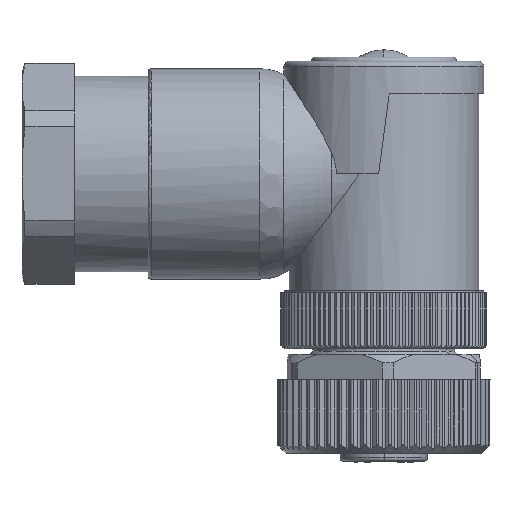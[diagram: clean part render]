
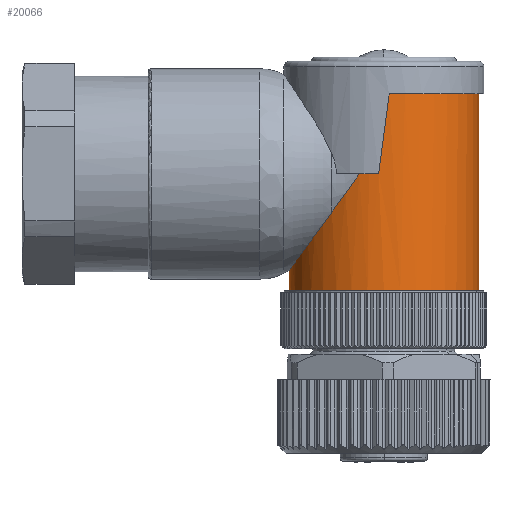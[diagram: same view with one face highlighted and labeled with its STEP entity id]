
A CAD part, left-side view. The second image highlights one B-rep face of the part: STEP entity #20066.
In plain terms, the highlighted cylindrical face has radius 9 mm (diameter 18 mm), a partial arc.
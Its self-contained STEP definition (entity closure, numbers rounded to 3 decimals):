
#13178=AXIS2_PLACEMENT_3D('Circle Axis2P3D',#13176,#13177,$) ;
#20015=AXIS2_PLACEMENT_3D('Cylinder Axis2P3D',#20012,#20013,#20014) ;
#20019=AXIS2_PLACEMENT_3D('Circle Axis2P3D',#20017,#20018,$) ;
#13171=CARTESIAN_POINT('Vertex',(10.1,1.085,16.3)) ;
#13173=CARTESIAN_POINT('Vertex',(10.1,19.085,16.3)) ;
#13176=CARTESIAN_POINT('Axis2P3D Location',(10.1,10.085,16.3)) ;
#19631=CARTESIAN_POINT('Control Point',(1.114,9.585,35.)) ;
#19632=CARTESIAN_POINT('Control Point',(1.103,9.785,33.481)) ;
#19633=CARTESIAN_POINT('Control Point',(1.097,9.985,31.96)) ;
#19634=CARTESIAN_POINT('Control Point',(1.097,10.185,30.44)) ;
#19635=CARTESIAN_POINT('Control Point',(1.103,10.385,28.919)) ;
#19636=CARTESIAN_POINT('Control Point',(1.114,10.585,27.4)) ;
#19637=CARTESIAN_POINT('Vertex',(1.114,9.585,35.)) ;
#19639=CARTESIAN_POINT('Vertex',(1.114,10.585,27.4)) ;
#19725=CARTESIAN_POINT('Control Point',(1.411,12.429,27.4)) ;
#19726=CARTESIAN_POINT('Control Point',(1.313,12.068,27.4)) ;
#19727=CARTESIAN_POINT('Control Point',(1.234,11.701,27.4)) ;
#19728=CARTESIAN_POINT('Control Point',(1.175,11.331,27.4)) ;
#19729=CARTESIAN_POINT('Control Point',(1.135,10.959,27.4)) ;
#19730=CARTESIAN_POINT('Control Point',(1.114,10.585,27.4)) ;
#19731=CARTESIAN_POINT('Vertex',(1.411,12.429,27.4)) ;
#19930=CARTESIAN_POINT('Line Origine',(10.1,1.085,13.)) ;
#19934=CARTESIAN_POINT('Vertex',(10.1,1.085,35.)) ;
#19937=CARTESIAN_POINT('Line Origine',(10.1,19.085,13.)) ;
#19941=CARTESIAN_POINT('Vertex',(10.1,19.085,18.199)) ;
#20012=CARTESIAN_POINT('Axis2P3D Location',(10.1,10.085,13.)) ;
#20017=CARTESIAN_POINT('Axis2P3D Location',(10.1,10.085,35.)) ;
#20023=CARTESIAN_POINT('Control Point',(2.583,15.034,23.777)) ;
#20024=CARTESIAN_POINT('Control Point',(2.023,14.183,24.94)) ;
#20025=CARTESIAN_POINT('Control Point',(1.644,13.295,26.165)) ;
#20026=CARTESIAN_POINT('Control Point',(1.411,12.429,27.4)) ;
#20027=CARTESIAN_POINT('Vertex',(2.583,15.034,23.777)) ;
#20031=CARTESIAN_POINT('Control Point',(3.973,16.677,21.537)) ;
#20032=CARTESIAN_POINT('Control Point',(3.419,16.162,22.241)) ;
#20033=CARTESIAN_POINT('Control Point',(2.96,15.607,22.994)) ;
#20034=CARTESIAN_POINT('Control Point',(2.583,15.034,23.777)) ;
#20035=CARTESIAN_POINT('Vertex',(3.973,16.677,21.537)) ;
#20039=CARTESIAN_POINT('Control Point',(6.547,18.354,19.228)) ;
#20040=CARTESIAN_POINT('Control Point',(5.769,18.02,19.694)) ;
#20041=CARTESIAN_POINT('Control Point',(5.085,17.61,20.258)) ;
#20042=CARTESIAN_POINT('Control Point',(4.49,17.158,20.881)) ;
#20043=CARTESIAN_POINT('Control Point',(3.973,16.677,21.537)) ;
#20044=CARTESIAN_POINT('Vertex',(6.547,18.354,19.228)) ;
#20048=CARTESIAN_POINT('Control Point',(10.1,19.085,18.199)) ;
#20049=CARTESIAN_POINT('Control Point',(9.142,19.085,18.199)) ;
#20050=CARTESIAN_POINT('Control Point',(8.189,18.948,18.408)) ;
#20051=CARTESIAN_POINT('Control Point',(7.316,18.684,18.766)) ;
#20052=CARTESIAN_POINT('Control Point',(6.547,18.354,19.228)) ;
#13177=DIRECTION('Axis2P3D Direction',(0.,0.,1.)) ;
#19931=DIRECTION('Vector Direction',(0.,0.,1.)) ;
#19938=DIRECTION('Vector Direction',(0.,0.,1.)) ;
#20013=DIRECTION('Axis2P3D Direction',(-0.,0.,1.)) ;
#20014=DIRECTION('Axis2P3D XDirection',(0.,1.,0.)) ;
#20018=DIRECTION('Axis2P3D Direction',(-0.,0.,1.)) ;
#19932=VECTOR('Line Direction',#19931,1.) ;
#19939=VECTOR('Line Direction',#19938,1.) ;
#20055=ORIENTED_EDGE('',*,*,#19943,.F.) ;
#20056=ORIENTED_EDGE('',*,*,#13180,.T.) ;
#20057=ORIENTED_EDGE('',*,*,#19936,.F.) ;
#20058=ORIENTED_EDGE('',*,*,#20021,.T.) ;
#20059=ORIENTED_EDGE('',*,*,#19641,.T.) ;
#20060=ORIENTED_EDGE('',*,*,#19733,.F.) ;
#20061=ORIENTED_EDGE('',*,*,#20029,.F.) ;
#20062=ORIENTED_EDGE('',*,*,#20037,.F.) ;
#20063=ORIENTED_EDGE('',*,*,#20046,.F.) ;
#20064=ORIENTED_EDGE('',*,*,#20053,.F.) ;
#20066=ADVANCED_FACE('Hauptk\X2\00F6\X0\rper',(#20065),#20016,.T.) ;
#19630=B_SPLINE_CURVE_WITH_KNOTS('',5,(#19631,#19632,#19633,#19634,#19635,#19636),.UNSPECIFIED.,.F.,.U.,(6,6),(0.,10.89),.UNSPECIFIED.) ;
#19724=B_SPLINE_CURVE_WITH_KNOTS('',5,(#19725,#19726,#19727,#19728,#19729,#19730),.UNSPECIFIED.,.F.,.U.,(6,6),(0.,2.647),.UNSPECIFIED.) ;
#20022=B_SPLINE_CURVE_WITH_KNOTS('',3,(#20023,#20024,#20025,#20026),.UNSPECIFIED.,.F.,.U.,(4,4),(4.414,10.966),.UNSPECIFIED.) ;
#20030=B_SPLINE_CURVE_WITH_KNOTS('',3,(#20031,#20032,#20033,#20034),.UNSPECIFIED.,.F.,.U.,(4,4),(0.,4.414),.UNSPECIFIED.) ;
#20038=B_SPLINE_CURVE_WITH_KNOTS('',4,(#20039,#20040,#20041,#20042,#20043),.UNSPECIFIED.,.F.,.U.,(5,5),(0.,5.484),.UNSPECIFIED.) ;
#20047=B_SPLINE_CURVE_WITH_KNOTS('',4,(#20048,#20049,#20050,#20051,#20052),.UNSPECIFIED.,.F.,.U.,(5,5),(0.,5.429),.UNSPECIFIED.) ;
#13179=CIRCLE('generated circle',#13178,9.) ;
#20020=CIRCLE('generated circle',#20019,9.) ;
#20016=CYLINDRICAL_SURFACE('generated cylinder',#20015,9.) ;
#13180=EDGE_CURVE('',#13174,#13172,#13179,.T.) ;
#19641=EDGE_CURVE('',#19638,#19640,#19630,.T.) ;
#19733=EDGE_CURVE('',#19732,#19640,#19724,.T.) ;
#19936=EDGE_CURVE('',#19935,#13172,#19933,.F.) ;
#19943=EDGE_CURVE('',#13174,#19942,#19940,.T.) ;
#20021=EDGE_CURVE('',#19935,#19638,#20020,.F.) ;
#20029=EDGE_CURVE('',#20028,#19732,#20022,.T.) ;
#20037=EDGE_CURVE('',#20036,#20028,#20030,.T.) ;
#20046=EDGE_CURVE('',#20045,#20036,#20038,.T.) ;
#20053=EDGE_CURVE('',#19942,#20045,#20047,.T.) ;
#20054=EDGE_LOOP('',(#20055,#20056,#20057,#20058,#20059,#20060,#20061,#20062,#20063,#20064)) ;
#20065=FACE_OUTER_BOUND('',#20054,.T.) ;
#19933=LINE('Line',#19930,#19932) ;
#19940=LINE('Line',#19937,#19939) ;
#13172=VERTEX_POINT('',#13171) ;
#13174=VERTEX_POINT('',#13173) ;
#19638=VERTEX_POINT('',#19637) ;
#19640=VERTEX_POINT('',#19639) ;
#19732=VERTEX_POINT('',#19731) ;
#19935=VERTEX_POINT('',#19934) ;
#19942=VERTEX_POINT('',#19941) ;
#20028=VERTEX_POINT('',#20027) ;
#20036=VERTEX_POINT('',#20035) ;
#20045=VERTEX_POINT('',#20044) ;
